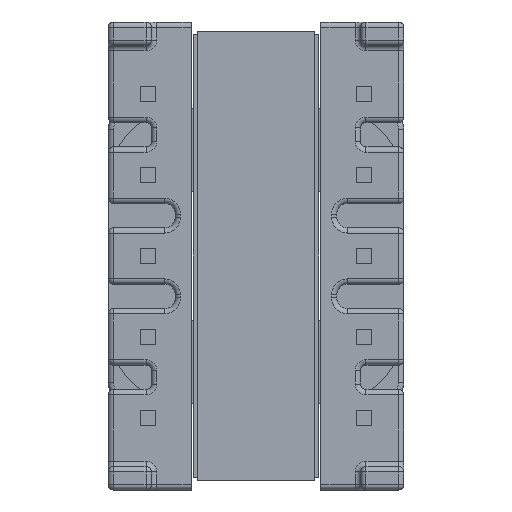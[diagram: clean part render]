
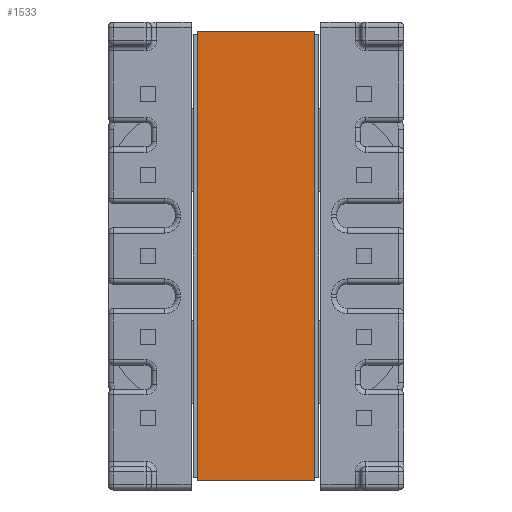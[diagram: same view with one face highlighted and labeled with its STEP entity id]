
A CAD part, front view. The second image highlights one B-rep face of the part: STEP entity #1533.
In plain terms, the highlighted face is planar.
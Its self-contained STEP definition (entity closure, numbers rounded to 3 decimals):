
#149 = DIRECTION ( 'NONE',  ( 0., 0., 1. ) ) ;
#205 = CARTESIAN_POINT ( 'NONE',  ( 20.56, -20.96, 0. ) ) ;
#327 = VERTEX_POINT ( 'NONE', #205 ) ;
#1507 = ORIENTED_EDGE ( 'NONE', *, *, #3359, .T. ) ;
#1510 = EDGE_CURVE ( 'NONE', #10788, #327, #8540, .T. ) ;
#1533 = ADVANCED_FACE ( 'NONE', ( #2029 ), #8718, .T. ) ;
#1560 = CARTESIAN_POINT ( 'NONE',  ( 20.56, 0.16, 0. ) ) ;
#1827 = CARTESIAN_POINT ( 'NONE',  ( 20.56, 0.16, -5.54 ) ) ;
#2029 = FACE_OUTER_BOUND ( 'NONE', #7738, .T. ) ;
#3087 = DIRECTION ( 'NONE',  ( 0., 1., 0. ) ) ;
#3141 = VECTOR ( 'NONE', #6597, 1000. ) ;
#3359 = EDGE_CURVE ( 'NONE', #10788, #10220, #12532, .T. ) ;
#3505 = CARTESIAN_POINT ( 'NONE',  ( 20.56, 0.16, -5.54 ) ) ;
#3884 = LINE ( 'NONE', #4135, #3141 ) ;
#3915 = DIRECTION ( 'NONE',  ( 0., 0., -1. ) ) ;
#4135 = CARTESIAN_POINT ( 'NONE',  ( 20.56, 0.16, -5.54 ) ) ;
#4642 = ORIENTED_EDGE ( 'NONE', *, *, #6515, .F. ) ;
#4876 = EDGE_CURVE ( 'NONE', #10220, #10612, #3884, .T. ) ;
#6515 = EDGE_CURVE ( 'NONE', #327, #10612, #10504, .T. ) ;
#6597 = DIRECTION ( 'NONE',  ( 0., 0., 1. ) ) ;
#7219 = VECTOR ( 'NONE', #8189, 1000. ) ;
#7738 = EDGE_LOOP ( 'NONE', ( #4642, #15907, #1507, #13167 ) ) ;
#7782 = AXIS2_PLACEMENT_3D ( 'NONE', #3505, #12144, #3915 ) ;
#8133 = VECTOR ( 'NONE', #149, 1000. ) ;
#8189 = DIRECTION ( 'NONE',  ( 0., 1., 0. ) ) ;
#8540 = LINE ( 'NONE', #14259, #8133 ) ;
#8718 = PLANE ( 'NONE',  #7782 ) ;
#9306 = VECTOR ( 'NONE', #3087, 1000. ) ;
#10220 = VERTEX_POINT ( 'NONE', #14180 ) ;
#10504 = LINE ( 'NONE', #13045, #7219 ) ;
#10612 = VERTEX_POINT ( 'NONE', #1560 ) ;
#10788 = VERTEX_POINT ( 'NONE', #15354 ) ;
#12144 = DIRECTION ( 'NONE',  ( 1., 0., 0. ) ) ;
#12532 = LINE ( 'NONE', #1827, #9306 ) ;
#13045 = CARTESIAN_POINT ( 'NONE',  ( 20.56, 0.16, 0. ) ) ;
#13167 = ORIENTED_EDGE ( 'NONE', *, *, #4876, .T. ) ;
#14180 = CARTESIAN_POINT ( 'NONE',  ( 20.56, 0.16, -5.54 ) ) ;
#14259 = CARTESIAN_POINT ( 'NONE',  ( 20.56, -20.96, -5.54 ) ) ;
#15354 = CARTESIAN_POINT ( 'NONE',  ( 20.56, -20.96, -5.54 ) ) ;
#15907 = ORIENTED_EDGE ( 'NONE', *, *, #1510, .F. ) ;
